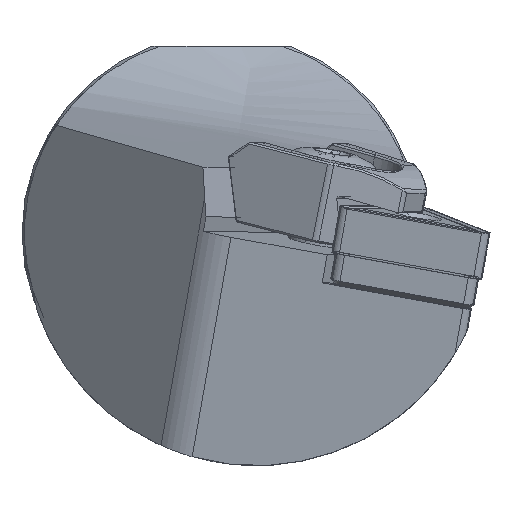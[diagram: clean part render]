
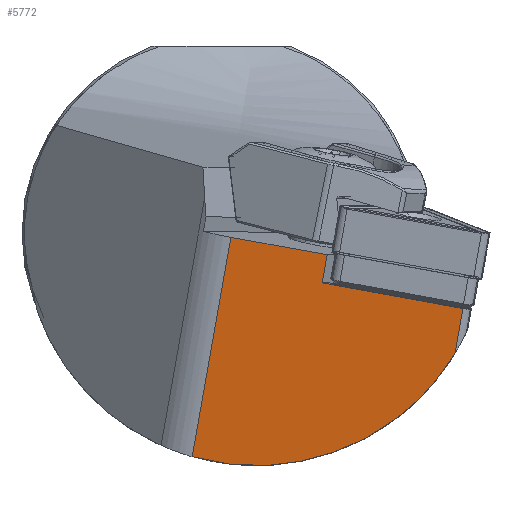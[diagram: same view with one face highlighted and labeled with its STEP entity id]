
A CAD part, left-side view. The second image highlights one B-rep face of the part: STEP entity #5772.
In plain terms, the highlighted planar face has unit normal (-0.993, 0.069, -0.094).
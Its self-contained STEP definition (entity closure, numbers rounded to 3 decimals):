
#920 = ORIENTED_EDGE ( 'NONE', *, *, #8529, .T. ) ;
#1011 = DIRECTION ( 'NONE',  ( -0.105, -0.173, 0.979 ) ) ;
#1131 = EDGE_CURVE ( 'NONE', #2240, #3180, #5704, .T. ) ;
#1172 = CARTESIAN_POINT ( 'NONE',  ( -166.634, 77.429, -484.999 ) ) ;
#1229 = VERTEX_POINT ( 'NONE', #2432 ) ;
#1273 = CARTESIAN_POINT ( 'NONE',  ( -215.875, -3.924, -23.625 ) ) ;
#1331 = LINE ( 'NONE', #9360, #5318 ) ;
#1384 = VECTOR ( 'NONE', #6325, 1000. ) ;
#1449 = EDGE_LOOP ( 'NONE', ( #8353, #2706, #7576, #9384, #6006, #920 ) ) ;
#1849 = CARTESIAN_POINT ( 'NONE',  ( -167.881, 53.632, -489.328 ) ) ;
#2072 = DIRECTION ( 'NONE',  ( -0.105, -0.173, 0.979 ) ) ;
#2129 = AXIS2_PLACEMENT_3D ( 'NONE', #1849, #2564, #3926 ) ;
#2240 = VERTEX_POINT ( 'NONE', #6874 ) ;
#2376 = EDGE_CURVE ( 'NONE', #4146, #3180, #7777, .T. ) ;
#2432 = CARTESIAN_POINT ( 'NONE',  ( -219.173, -31.109, -8.734 ) ) ;
#2564 = DIRECTION ( 'NONE',  ( 0.993, -0.069, 0.094 ) ) ;
#2706 = ORIENTED_EDGE ( 'NONE', *, *, #1131, .T. ) ;
#2931 = VECTOR ( 'NONE', #1011, 1000. ) ;
#3084 = CARTESIAN_POINT ( 'NONE',  ( -218.433, -16.984, -6.165 ) ) ;
#3180 = VERTEX_POINT ( 'NONE', #8084 ) ;
#3234 = PLANE ( 'NONE',  #2129 ) ;
#3259 = DIRECTION ( 'NONE',  ( 0.051, 0.983, 0.179 ) ) ;
#3447 = CARTESIAN_POINT ( 'NONE',  ( -217.411, -24.645, -22.626 ) ) ;
#3650 = VECTOR ( 'NONE', #3259, 1000. ) ;
#3926 = DIRECTION ( 'NONE',  ( 0., -0.805, -0.593 ) ) ;
#4146 = VERTEX_POINT ( 'NONE', #8890 ) ;
#4148 = DIRECTION ( 'NONE',  ( 0.051, 0.983, 0.179 ) ) ;
#4223 = CARTESIAN_POINT ( 'NONE',  ( -216.323, -14.453, -26.63 ) ) ;
#4542 = VERTEX_POINT ( 'NONE', #4994 ) ;
#4994 = CARTESIAN_POINT ( 'NONE',  ( -218.69, -30.312, -13.256 ) ) ;
#5318 = VECTOR ( 'NONE', #2072, 1000. ) ;
#5704 = LINE ( 'NONE', #6161, #3650 ) ;
#5772 = ADVANCED_FACE ( 'NONE', ( #6798 ), #3234, .F. ) ;
#6006 = ORIENTED_EDGE ( 'NONE', *, *, #8666, .T. ) ;
#6017 = LINE ( 'NONE', #7051, #7372 ) ;
#6161 = CARTESIAN_POINT ( 'NONE',  ( -219.474, -31.607, -5.914 ) ) ;
#6325 = DIRECTION ( 'NONE',  ( -0.105, -0.173, 0.979 ) ) ;
#6430 = CARTESIAN_POINT ( 'NONE',  ( -218.69, -30.312, -13.256 ) ) ;
#6798 = FACE_OUTER_BOUND ( 'NONE', #1449, .T. ) ;
#6868 = CARTESIAN_POINT ( 'NONE',  ( -167.141, 67.757, -486.759 ) ) ;
#6874 = CARTESIAN_POINT ( 'NONE',  ( -218.734, -17.482, -3.344 ) ) ;
#6939 = EDGE_CURVE ( 'NONE', #4146, #4542, #7134, .T. ) ;
#7051 = CARTESIAN_POINT ( 'NONE',  ( -219.173, -31.109, -8.734 ) ) ;
#7134 =( BOUNDED_CURVE ( )  B_SPLINE_CURVE ( 3, ( #1273, #4223, #3447, #6430 ),
 .UNSPECIFIED., .F., .F. ) 
 B_SPLINE_CURVE_WITH_KNOTS ( ( 4, 4 ),
 ( 3.499, 4.803 ),
 .UNSPECIFIED. ) 
 CURVE ( )  GEOMETRIC_REPRESENTATION_ITEM ( )  RATIONAL_B_SPLINE_CURVE ( ( 1., 0.863, 0.863, 1. ) ) 
 REPRESENTATION_ITEM ( '' )  );
#7372 = VECTOR ( 'NONE', #4148, 1000. ) ;
#7493 = LINE ( 'NONE', #6868, #2931 ) ;
#7576 = ORIENTED_EDGE ( 'NONE', *, *, #2376, .F. ) ;
#7777 = LINE ( 'NONE', #1172, #1384 ) ;
#8023 = VERTEX_POINT ( 'NONE', #3084 ) ;
#8084 = CARTESIAN_POINT ( 'NONE',  ( -218.227, -7.81, -1.584 ) ) ;
#8353 = ORIENTED_EDGE ( 'NONE', *, *, #8391, .T. ) ;
#8391 = EDGE_CURVE ( 'NONE', #8023, #2240, #7493, .T. ) ;
#8529 = EDGE_CURVE ( 'NONE', #1229, #8023, #6017, .T. ) ;
#8666 = EDGE_CURVE ( 'NONE', #4542, #1229, #1331, .T. ) ;
#8890 = CARTESIAN_POINT ( 'NONE',  ( -215.875, -3.924, -23.625 ) ) ;
#9360 = CARTESIAN_POINT ( 'NONE',  ( -167.881, 53.632, -489.328 ) ) ;
#9384 = ORIENTED_EDGE ( 'NONE', *, *, #6939, .T. ) ;
